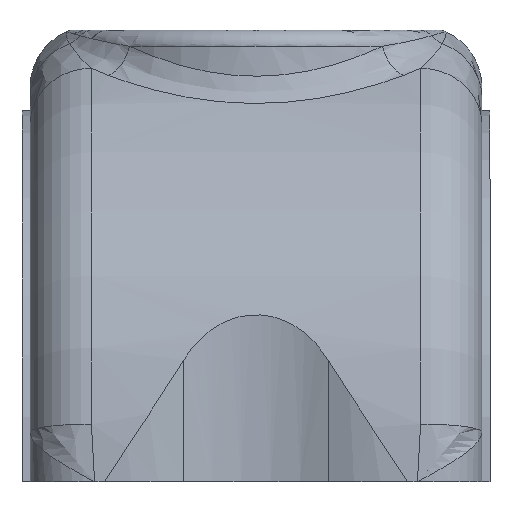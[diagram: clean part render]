
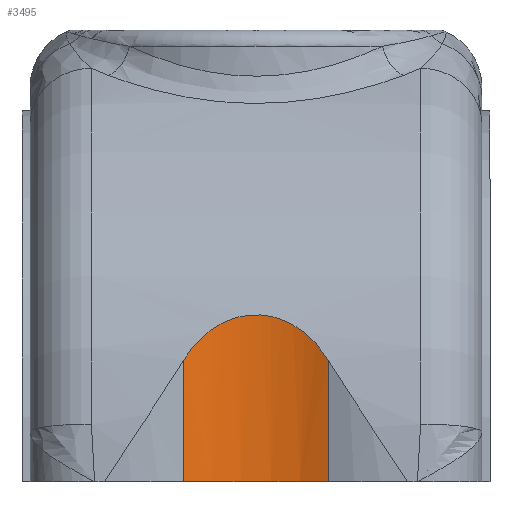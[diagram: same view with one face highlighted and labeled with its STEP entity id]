
A CAD part, left-side view. The second image highlights one B-rep face of the part: STEP entity #3495.
In plain terms, the highlighted cylindrical face has radius 55 mm (diameter 110 mm), a partial arc.
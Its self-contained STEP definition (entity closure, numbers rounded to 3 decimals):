
#108 = CARTESIAN_POINT ( 'NONE',  ( -130.704, -13.595, 47.302 ) ) ;
#123 = B_SPLINE_CURVE_WITH_KNOTS ( 'NONE', 3,
 ( #557, #4558, #1000, #3951, #4403, #3653, #3733, #1882, #920, #2977, #185, #3267, #108, #403, #624, #3885, #1736, #2103, #702, #2327, #477, #4025, #4482, #3130, #1805, #2768, #3494, #3581, #2690, #2464, #326, #2909, #926, #4101, #4324, #3497, #3056, #2252, #1499, #2543, #1073, #780, #1656, #1579 ),
 .UNSPECIFIED., .F., .F.,
 ( 4, 2, 2, 2, 2, 2, 2, 2, 2, 2, 2, 2, 2, 2, 2, 2, 2, 2, 2, 2, 2, 4 ),
 ( 0.039, 0.041, 0.043, 0.046, 0.05, 0.052, 0.053, 0.057, 0.06, 0.064, 0.067, 0.069, 0.071, 0.074, 0.076, 0.077, 0.081, 0.083, 0.084, 0.088, 0.091, 0.095 ),
 .UNSPECIFIED. ) ;
#185 = CARTESIAN_POINT ( 'NONE',  ( -131.076, -14.977, 46.261 ) ) ;
#326 = CARTESIAN_POINT ( 'NONE',  ( -129.843, 9.605, 49.618 ) ) ;
#403 = CARTESIAN_POINT ( 'NONE',  ( -130.352, -12.161, 48.268 ) ) ;
#477 = CARTESIAN_POINT ( 'NONE',  ( -129.001, -1.205, 51.767 ) ) ;
#548 = VERTEX_POINT ( 'NONE', #3370 ) ;
#555 = LINE ( 'NONE', #2693, #3560 ) ;
#557 = CARTESIAN_POINT ( 'NONE',  ( -133.783, -22.432, 37.726 ) ) ;
#624 = CARTESIAN_POINT ( 'NONE',  ( -130.136, -11.168, 48.847 ) ) ;
#702 = CARTESIAN_POINT ( 'NONE',  ( -129.186, -4.659, 51.304 ) ) ;
#780 = CARTESIAN_POINT ( 'NONE',  ( -133.232, 21.171, 39.636 ) ) ;
#783 = EDGE_LOOP ( 'NONE', ( #2305, #1481, #2759, #2913 ) ) ;
#891 = DIRECTION ( 'NONE',  ( 0., 0., 1. ) ) ;
#920 = CARTESIAN_POINT ( 'NONE',  ( -131.593, -16.712, 44.777 ) ) ;
#926 = CARTESIAN_POINT ( 'NONE',  ( -130.351, 12.157, 48.27 ) ) ;
#934 = CARTESIAN_POINT ( 'NONE',  ( -184., 0., 150. ) ) ;
#982 = CIRCLE ( 'NONE', #3637, 55. ) ;
#1000 = CARTESIAN_POINT ( 'NONE',  ( -133.51, -21.814, 38.683 ) ) ;
#1073 = CARTESIAN_POINT ( 'NONE',  ( -132.679, 19.793, 41.449 ) ) ;
#1157 = DIRECTION ( 'NONE',  ( -1., 0., 0. ) ) ;
#1205 = EDGE_CURVE ( 'NONE', #3185, #2749, #123, .T. ) ;
#1434 = DIRECTION ( 'NONE',  ( 0., 0., -1. ) ) ;
#1481 = ORIENTED_EDGE ( 'NONE', *, *, #1669, .T. ) ;
#1499 = CARTESIAN_POINT ( 'NONE',  ( -131.86, 17.525, 43.984 ) ) ;
#1530 = VECTOR ( 'NONE', #2000, 1000. ) ;
#1579 = CARTESIAN_POINT ( 'NONE',  ( -133.783, 22.432, 37.726 ) ) ;
#1656 = CARTESIAN_POINT ( 'NONE',  ( -133.511, 21.824, 38.69 ) ) ;
#1669 = EDGE_CURVE ( 'NONE', #2749, #548, #2952, .T. ) ;
#1736 = CARTESIAN_POINT ( 'NONE',  ( -129.578, -8.03, 50.307 ) ) ;
#1805 = CARTESIAN_POINT ( 'NONE',  ( -129.074, 2.91, 51.584 ) ) ;
#1882 = CARTESIAN_POINT ( 'NONE',  ( -131.86, -17.524, 43.985 ) ) ;
#2000 = DIRECTION ( 'NONE',  ( 0., 0., -1. ) ) ;
#2103 = CARTESIAN_POINT ( 'NONE',  ( -129.294, -5.792, 51.031 ) ) ;
#2153 = CARTESIAN_POINT ( 'NONE',  ( -133.783, 22.432, 150. ) ) ;
#2252 = CARTESIAN_POINT ( 'NONE',  ( -131.593, 16.712, 44.777 ) ) ;
#2305 = ORIENTED_EDGE ( 'NONE', *, *, #1205, .T. ) ;
#2327 = CARTESIAN_POINT ( 'NONE',  ( -129.039, -2.365, 51.672 ) ) ;
#2333 = CYLINDRICAL_SURFACE ( 'NONE', #4591, 55. ) ;
#2464 = CARTESIAN_POINT ( 'NONE',  ( -129.751, 9.075, 49.857 ) ) ;
#2538 = CARTESIAN_POINT ( 'NONE',  ( -133.783, -22.432, 0. ) ) ;
#2543 = CARTESIAN_POINT ( 'NONE',  ( -132.404, 19.065, 42.32 ) ) ;
#2672 = EDGE_CURVE ( 'NONE', #4148, #548, #982, .T. ) ;
#2690 = CARTESIAN_POINT ( 'NONE',  ( -129.581, 7.993, 50.297 ) ) ;
#2693 = CARTESIAN_POINT ( 'NONE',  ( -133.783, -22.432, 150. ) ) ;
#2726 = CARTESIAN_POINT ( 'NONE',  ( -133.783, 22.432, 37.726 ) ) ;
#2748 = CARTESIAN_POINT ( 'NONE',  ( -133.783, -22.432, 37.726 ) ) ;
#2749 = VERTEX_POINT ( 'NONE', #2726 ) ;
#2759 = ORIENTED_EDGE ( 'NONE', *, *, #2672, .F. ) ;
#2768 = CARTESIAN_POINT ( 'NONE',  ( -129.184, 4.641, 51.308 ) ) ;
#2878 = CARTESIAN_POINT ( 'NONE',  ( -184., 0., 0. ) ) ;
#2909 = CARTESIAN_POINT ( 'NONE',  ( -130.134, 11.162, 48.851 ) ) ;
#2913 = ORIENTED_EDGE ( 'NONE', *, *, #4207, .F. ) ;
#2952 = LINE ( 'NONE', #2153, #1530 ) ;
#2977 = CARTESIAN_POINT ( 'NONE',  ( -131.204, -15.42, 45.899 ) ) ;
#2981 = DIRECTION ( 'NONE',  ( 0., 0., -1. ) ) ;
#3056 = CARTESIAN_POINT ( 'NONE',  ( -131.204, 15.419, 45.899 ) ) ;
#3130 = CARTESIAN_POINT ( 'NONE',  ( -129.046, 2.328, 51.654 ) ) ;
#3185 = VERTEX_POINT ( 'NONE', #2748 ) ;
#3267 = CARTESIAN_POINT ( 'NONE',  ( -130.827, -14.065, 46.963 ) ) ;
#3370 = CARTESIAN_POINT ( 'NONE',  ( -133.783, 22.432, 0. ) ) ;
#3494 = CARTESIAN_POINT ( 'NONE',  ( -129.292, 5.773, 51.036 ) ) ;
#3495 = ADVANCED_FACE ( 'NONE', ( #4340 ), #2333, .F. ) ;
#3497 = CARTESIAN_POINT ( 'NONE',  ( -131.076, 14.976, 46.263 ) ) ;
#3560 = VECTOR ( 'NONE', #2981, 1000. ) ;
#3581 = CARTESIAN_POINT ( 'NONE',  ( -129.503, 7.44, 50.498 ) ) ;
#3637 = AXIS2_PLACEMENT_3D ( 'NONE', #2878, #891, #4072 ) ;
#3653 = CARTESIAN_POINT ( 'NONE',  ( -132.679, -19.793, 41.45 ) ) ;
#3733 = CARTESIAN_POINT ( 'NONE',  ( -132.403, -19.065, 42.321 ) ) ;
#3885 = CARTESIAN_POINT ( 'NONE',  ( -129.748, -9.103, 49.867 ) ) ;
#3951 = CARTESIAN_POINT ( 'NONE',  ( -133.234, -21.164, 39.623 ) ) ;
#4025 = CARTESIAN_POINT ( 'NONE',  ( -129., 0.557, 51.769 ) ) ;
#4072 = DIRECTION ( 'NONE',  ( 1., 0., 0. ) ) ;
#4101 = CARTESIAN_POINT ( 'NONE',  ( -130.704, 13.592, 47.304 ) ) ;
#4148 = VERTEX_POINT ( 'NONE', #2538 ) ;
#4207 = EDGE_CURVE ( 'NONE', #3185, #4148, #555, .T. ) ;
#4324 = CARTESIAN_POINT ( 'NONE',  ( -130.826, 14.062, 46.965 ) ) ;
#4340 = FACE_OUTER_BOUND ( 'NONE', #783, .T. ) ;
#4403 = CARTESIAN_POINT ( 'NONE',  ( -133.095, -20.828, 40.088 ) ) ;
#4482 = CARTESIAN_POINT ( 'NONE',  ( -129.009, 1.152, 51.747 ) ) ;
#4558 = CARTESIAN_POINT ( 'NONE',  ( -133.647, -22.128, 38.207 ) ) ;
#4591 = AXIS2_PLACEMENT_3D ( 'NONE', #934, #1434, #1157 ) ;
